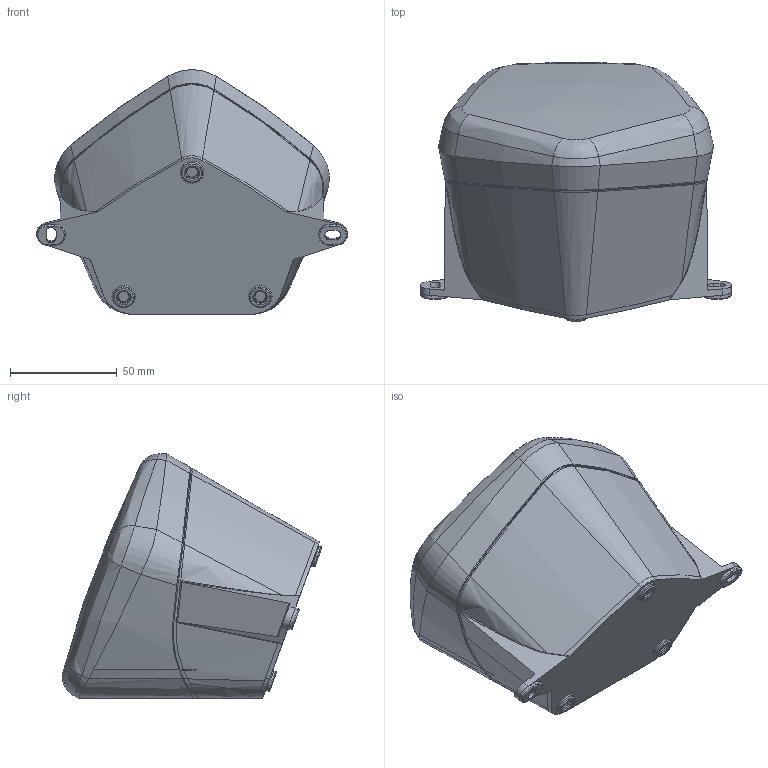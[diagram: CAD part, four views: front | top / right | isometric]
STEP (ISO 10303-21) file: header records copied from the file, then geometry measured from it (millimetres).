
FILE_DESCRIPTION(('CATIA V5 STEP Exchange','CAx-IF Rec.Pracs.--- Model Styling and Organization---1.4--- 2014-01-23','CAx-IF Rec.Pracs.---3D Tessellated Data Validation Properties---0.5---2014-09-14'),'2;1');
FILE_NAME('STEP_720071_-_TST.stp','2022-01-17T11:47:42+00:00',('none'),('none'),'CATIA Version 5-6 Release 2019 SP3','CATIA V5 STEP AP242 v1','none');
FILE_SCHEMA(('AP242_MANAGED_MODEL_BASED_3D_ENGINEERING_MIM_LF {1 0 10303 442 1 1 4}'));
Products named in the file (1): 720071 - TST
Bounding box: 145.73 x 121.49 x 114.66 mm (x, y, z)
Volume: 854475.9 mm3; surface area: 50853.8 mm2
Topology: 1 solids, 1 shells, 274 faces, 692 edges, 428 vertices
Faces by surface type: bspline 189, plane 30, cylinder 29, extrusion 24, torus 1, sphere 1
Entity records: 35281 total; most frequent: CARTESIAN_POINT 30578, ORIENTED_EDGE 1384, EDGE_CURVE 692, B_SPLINE_CURVE_WITH_KNOTS 616, VERTEX_POINT 428, EDGE_LOOP 286, ADVANCED_FACE 274, FACE_OUTER_BOUND 274
